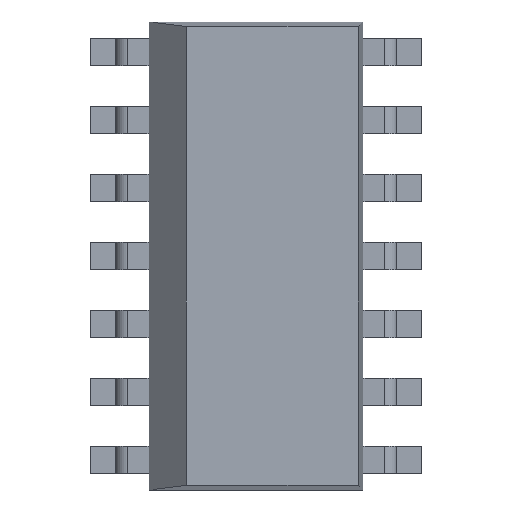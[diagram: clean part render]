
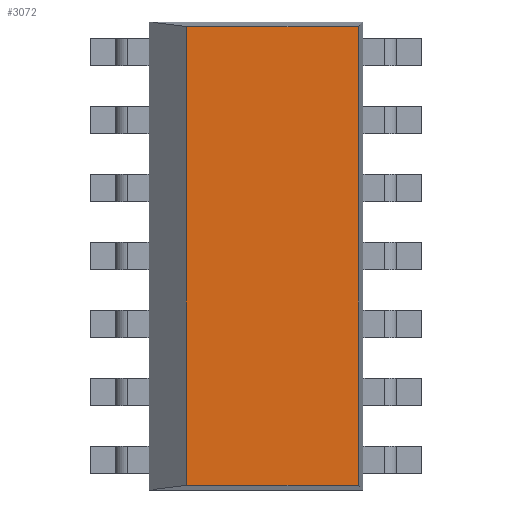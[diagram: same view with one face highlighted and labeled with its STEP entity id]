
A CAD part, top view. The second image highlights one B-rep face of the part: STEP entity #3072.
In plain terms, the highlighted planar face has unit normal (0, 0, 1).
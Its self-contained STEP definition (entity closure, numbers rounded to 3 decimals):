
#130=FACE_OUTER_BOUND('',#312,.T.);
#312=EDGE_LOOP('',(#2031,#2032,#2033,#2034));
#491=LINE('',#4391,#883);
#497=LINE('',#4404,#889);
#500=LINE('',#4408,#892);
#501=LINE('',#4410,#893);
#883=VECTOR('',#3521,10.);
#889=VECTOR('',#3529,10.);
#892=VECTOR('',#3534,10.);
#893=VECTOR('',#3537,10.);
#1275=VERTEX_POINT('',#4389);
#1276=VERTEX_POINT('',#4390);
#1281=VERTEX_POINT('',#4401);
#1282=VERTEX_POINT('',#4403);
#1571=EDGE_CURVE('',#1275,#1276,#491,.T.);
#1577=EDGE_CURVE('',#1281,#1282,#497,.T.);
#1580=EDGE_CURVE('',#1282,#1275,#500,.T.);
#1581=EDGE_CURVE('',#1276,#1281,#501,.T.);
#2031=ORIENTED_EDGE('',*,*,#1571,.F.);
#2032=ORIENTED_EDGE('',*,*,#1580,.F.);
#2033=ORIENTED_EDGE('',*,*,#1577,.F.);
#2034=ORIENTED_EDGE('',*,*,#1581,.F.);
#2918=PLANE('',#3282);
#3072=ADVANCED_FACE('',(#130),#2918,.T.);
#3282=AXIS2_PLACEMENT_3D('',#4409,#3535,#3536);
#3521=DIRECTION('',(-1.,0.,0.));
#3529=DIRECTION('',(1.,0.,0.));
#3534=DIRECTION('',(0.,-1.,0.));
#3535=DIRECTION('center_axis',(0.,0.,1.));
#3536=DIRECTION('ref_axis',(0.,-1.,0.));
#3537=DIRECTION('',(0.,1.,0.));
#4389=CARTESIAN_POINT('',(1.914,-4.289,1.75));
#4390=CARTESIAN_POINT('',(-1.3,-4.289,1.75));
#4391=CARTESIAN_POINT('',(0.,-4.289,1.75));
#4401=CARTESIAN_POINT('',(-1.3,4.289,1.75));
#4403=CARTESIAN_POINT('',(1.914,4.289,1.75));
#4404=CARTESIAN_POINT('',(0.,4.289,1.75));
#4408=CARTESIAN_POINT('',(1.914,2.188,1.75));
#4409=CARTESIAN_POINT('Origin',(0.,4.375,1.75));
#4410=CARTESIAN_POINT('',(-1.3,2.188,1.75));
